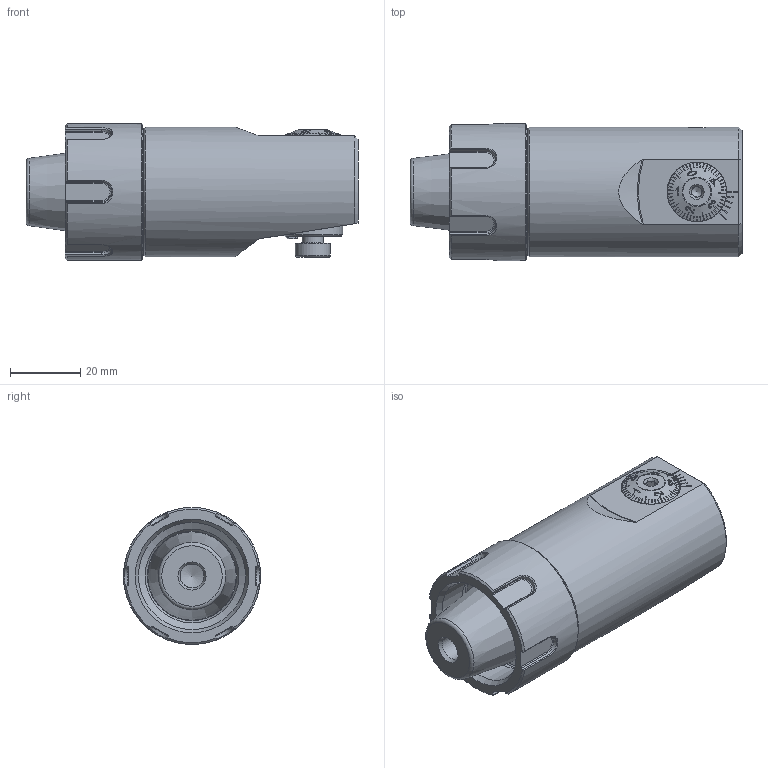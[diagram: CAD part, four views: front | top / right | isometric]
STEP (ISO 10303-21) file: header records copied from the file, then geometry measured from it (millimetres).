
FILE_DESCRIPTION (( 'STEP AP214' ), '1' );
FILE_NAME ('E25.F32.AA4.065.STEP', '2020-08-13T12:57:21', ( '' ), ( '' ), 'SwSTEP 2.0', 'SolidWorks 2017', '' );
FILE_SCHEMA (( 'AUTOMOTIVE_DESIGN' ));
Length unit declared in the file: millimetre
Products named in the file (18): Sprengring_15.07.2011_003_Sprengring ›25; Klebstoff D6; E25-F32.AA3.065_A_bohrungen gef〕lt; DIN 3771 - 15x1.0; Fxx-MAB.xxx.xxx_A_F32x1.3; T7 M2.5 x 6; DIN 7984 - M6 x 10; F32-BG2.017.004_A; ISO 4026 - M6 x 8; F32-BG2.017.003_A; F32-BG2.014.012_A; F32-BG1.DA3.017_B_Aktuell 0.6.2014-Mx1.3; F32-BG1.DA4.017_Standart; E25.F32.AA4.065; F32-BG2.009.012_A; MSX-ER1.XXX.XXX_A_Mutter Spannzangenkegel E25; F32-BG3.006.026_A; F32-BG1.010.006_A
Assembly tree (17 placements, depth 3):
  E25.F32.AA4.065
    E25-F32.AA3.065_A_bohrungen gef〕lt
    F32-BG1.DA4.017_Standart
      F32-BG1.DA3.017_B_Aktuell 0.6.2014-Mx1.3
      F32-BG2.014.012_A
      F32-BG2.017.003_A
      F32-BG2.017.004_A
      F32-BG2.009.012_A
      F32-BG1.010.006_A
      Fxx-MAB.xxx.xxx_A_F32x1.3
      DIN 3771 - 15x1.0
    Klebstoff D6
    T7 M2.5 x 6
    ISO 4026 - M6 x 8
    F32-BG3.006.026_A
    DIN 7984 - M6 x 10
    Sprengring_15.07.2011_003_Sprengring ›25
    MSX-ER1.XXX.XXX_A_Mutter Spannzangenkegel E25
Bounding box: 94.5 x 39 x 39 mm (x, y, z)
Volume: 81829.6 mm3; surface area: 28155.4 mm2
Topology: 16 solids, 16 shells, 617 faces, 1597 edges, 1028 vertices
Faces by surface type: plane 344, cone 123, cylinder 80, bspline 41, torus 29
Full cylindrical faces by diameter (mm): 1.5 x3, 2.05 x1, 2.2 x1, 2.5 x1, 2.7 x1, 2.9 x1, 3 x1, 3.3 x4, 4.2 x1, 5 x4, 5.95 x1, 6 x4, 6.8 x1, 7 x1, 7.4 x1, 7.6 x1, 7.95 x1, 8 x3, 8.5 x1, 10 x4, 10.3 x1, 14 x2, 14.65 x1, 16.85 x1, 16.98 x1, 17 x3, 23 x1, 25 x2, 25.4 x2, 29.4 x1
Entity records: 22255 total; most frequent: CARTESIAN_POINT 7355, ORIENTED_EDGE 2864, DIRECTION 2446, EDGE_CURVE 1432, VERTEX_POINT 991, AXIS2_PLACEMENT_3D 945, EDGE_LOOP 787, FACE_OUTER_BOUND 691
